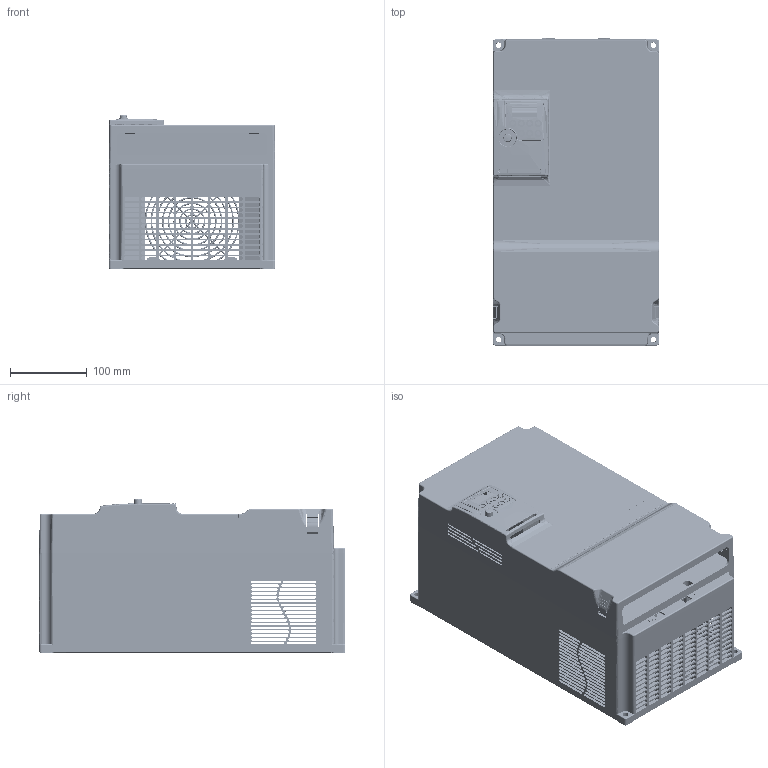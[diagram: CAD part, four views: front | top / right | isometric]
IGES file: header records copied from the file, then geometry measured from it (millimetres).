
Start section:  PTC IGES file: 30-37kw-3d.igs
Global section: file name: 30-37kw-3d.igs; native system: Pro/ENGINEER by Parametric Technology Corporation; preprocessor: 2010280; author: PC-TR; organization: Unknown; date: 20161228.135011; units: millimetre
Bounding box: 217.03 x 401.01 x 201 mm (x, y, z)
Surface area: 1039996.9 mm2 (no closed solid volume)
Topology: 0 solids, 5205 shells, 5205 faces, 28435 edges, 28426 vertices
Faces by surface type: bspline 3207, revolution 1968, extrusion 30
